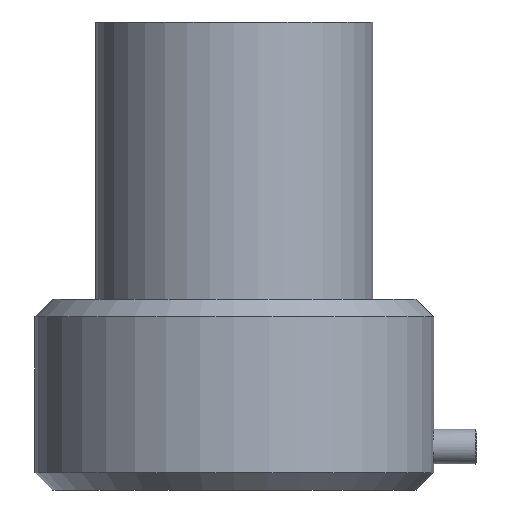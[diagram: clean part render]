
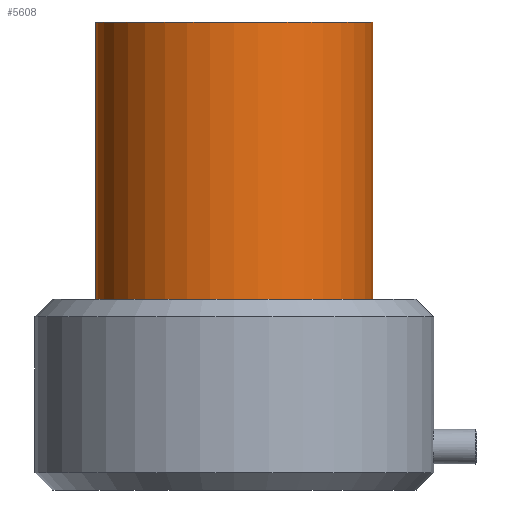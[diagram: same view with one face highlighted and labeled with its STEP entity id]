
A CAD part, front view. The second image highlights one B-rep face of the part: STEP entity #5608.
In plain terms, the highlighted cylindrical face has radius 8 mm (diameter 16 mm), a full revolution.
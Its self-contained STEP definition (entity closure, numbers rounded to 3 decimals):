
#48=CYLINDRICAL_SURFACE('',#5814,8.);
#54=CIRCLE('',#5802,8.);
#59=CIRCLE('',#5815,8.);
#500=FACE_OUTER_BOUND('',#830,.T.);
#830=EDGE_LOOP('',(#5005,#5006,#5007,#5008));
#1263=LINE('',#10597,#1694);
#1694=VECTOR('',#6479,8.);
#2601=VERTEX_POINT('',#10576);
#2606=VERTEX_POINT('',#10596);
#3408=EDGE_CURVE('',#2601,#2601,#54,.T.);
#3415=EDGE_CURVE('',#2601,#2606,#1263,.T.);
#3416=EDGE_CURVE('',#2606,#2606,#59,.T.);
#5005=ORIENTED_EDGE('',*,*,#3408,.T.);
#5006=ORIENTED_EDGE('',*,*,#3415,.T.);
#5007=ORIENTED_EDGE('',*,*,#3416,.F.);
#5008=ORIENTED_EDGE('',*,*,#3415,.F.);
#5608=ADVANCED_FACE('',(#500),#48,.T.);
#5802=AXIS2_PLACEMENT_3D('',#10577,#6451,#6452);
#5814=AXIS2_PLACEMENT_3D('',#10595,#6477,#6478);
#5815=AXIS2_PLACEMENT_3D('',#10598,#6480,#6481);
#6451=DIRECTION('center_axis',(0.,0.,-1.));
#6452=DIRECTION('ref_axis',(-1.,0.,0.));
#6477=DIRECTION('center_axis',(0.,0.,1.));
#6478=DIRECTION('ref_axis',(-1.,0.,0.));
#6479=DIRECTION('',(0.,0.,-1.));
#6480=DIRECTION('center_axis',(0.,0.,-1.));
#6481=DIRECTION('ref_axis',(-1.,0.,0.));
#10576=CARTESIAN_POINT('',(8.,0.,16.));
#10577=CARTESIAN_POINT('Origin',(0.,0.,16.));
#10595=CARTESIAN_POINT('Origin',(0.,0.,0.));
#10596=CARTESIAN_POINT('',(8.,0.,0.));
#10597=CARTESIAN_POINT('',(8.,0.,0.));
#10598=CARTESIAN_POINT('Origin',(0.,0.,0.));
